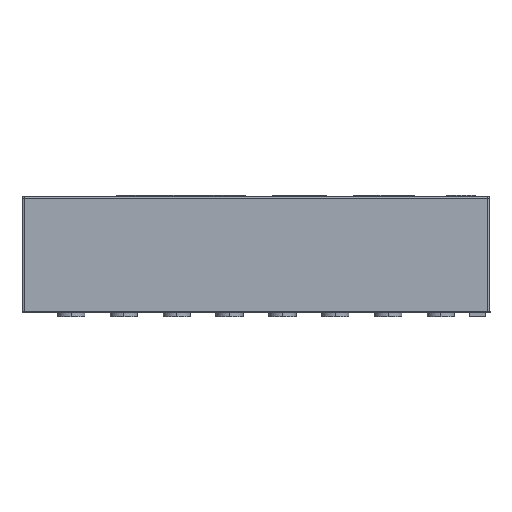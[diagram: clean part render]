
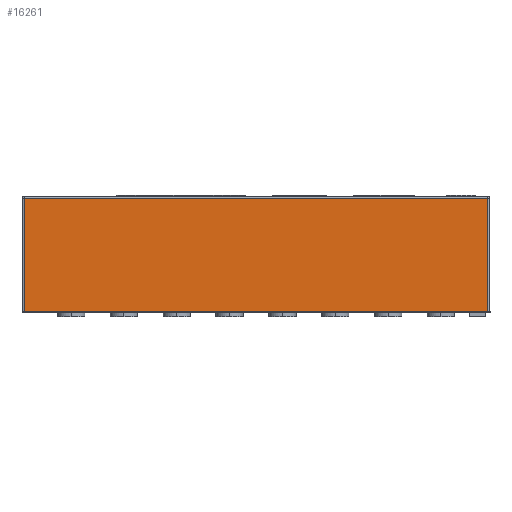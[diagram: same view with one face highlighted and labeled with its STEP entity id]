
A CAD part, left-side view. The second image highlights one B-rep face of the part: STEP entity #16261.
In plain terms, the highlighted planar face has unit normal (-1, 0, 0).
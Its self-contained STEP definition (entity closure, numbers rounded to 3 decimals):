
#387 = CARTESIAN_POINT ( 'NONE',  ( -7.5, -5.575, 0.12 ) ) ;
#1449 = ORIENTED_EDGE ( 'NONE', *, *, #35579, .T. ) ;
#1983 = FACE_OUTER_BOUND ( 'NONE', #10291, .T. ) ;
#2502 = DIRECTION ( 'NONE',  ( 1., 0., 0. ) ) ;
#4561 = CARTESIAN_POINT ( 'NONE',  ( -7.5, -5.575, 2.9 ) ) ;
#4933 = EDGE_CURVE ( 'NONE', #19523, #10933, #12529, .T. ) ;
#7740 = VECTOR ( 'NONE', #33917, 1000. ) ;
#7942 = CARTESIAN_POINT ( 'NONE',  ( -7.5, 5.575, 2.9 ) ) ;
#8598 = CARTESIAN_POINT ( 'NONE',  ( -7.5, -5.575, 2.85 ) ) ;
#10291 = EDGE_LOOP ( 'NONE', ( #14305, #10683, #1449, #10859 ) ) ;
#10683 = ORIENTED_EDGE ( 'NONE', *, *, #33534, .T. ) ;
#10859 = ORIENTED_EDGE ( 'NONE', *, *, #4933, .T. ) ;
#10933 = VERTEX_POINT ( 'NONE', #8598 ) ;
#12529 = LINE ( 'NONE', #4561, #29200 ) ;
#13428 = CARTESIAN_POINT ( 'NONE',  ( -7.5, 5.625, 2.9 ) ) ;
#14305 = ORIENTED_EDGE ( 'NONE', *, *, #31500, .T. ) ;
#16190 = PLANE ( 'NONE',  #19384 ) ;
#16261 = ADVANCED_FACE ( 'NONE', ( #1983 ), #16190, .F. ) ;
#18631 = CARTESIAN_POINT ( 'NONE',  ( -7.5, 5.625, 0.12 ) ) ;
#19043 = DIRECTION ( 'NONE',  ( 0., 0., -1. ) ) ;
#19384 = AXIS2_PLACEMENT_3D ( 'NONE', #13428, #2502, #24567 ) ;
#19523 = VERTEX_POINT ( 'NONE', #387 ) ;
#20935 = DIRECTION ( 'NONE',  ( 0., 0., 1. ) ) ;
#22776 = CARTESIAN_POINT ( 'NONE',  ( -7.5, 5.625, 2.85 ) ) ;
#23119 = VECTOR ( 'NONE', #29619, 1000. ) ;
#24567 = DIRECTION ( 'NONE',  ( 0., 1., 0. ) ) ;
#25822 = VERTEX_POINT ( 'NONE', #30078 ) ;
#26399 = VECTOR ( 'NONE', #19043, 1000. ) ;
#27731 = LINE ( 'NONE', #22776, #7740 ) ;
#29200 = VECTOR ( 'NONE', #20935, 1000. ) ;
#29619 = DIRECTION ( 'NONE',  ( 0., -1., 0. ) ) ;
#29981 = LINE ( 'NONE', #18631, #23119 ) ;
#30078 = CARTESIAN_POINT ( 'NONE',  ( -7.5, 5.575, 0.12 ) ) ;
#31500 = EDGE_CURVE ( 'NONE', #10933, #35877, #27731, .T. ) ;
#33114 = LINE ( 'NONE', #7942, #26399 ) ;
#33534 = EDGE_CURVE ( 'NONE', #35877, #25822, #33114, .T. ) ;
#33917 = DIRECTION ( 'NONE',  ( 0., 1., 0. ) ) ;
#33975 = CARTESIAN_POINT ( 'NONE',  ( -7.5, 5.575, 2.85 ) ) ;
#35579 = EDGE_CURVE ( 'NONE', #25822, #19523, #29981, .T. ) ;
#35877 = VERTEX_POINT ( 'NONE', #33975 ) ;
